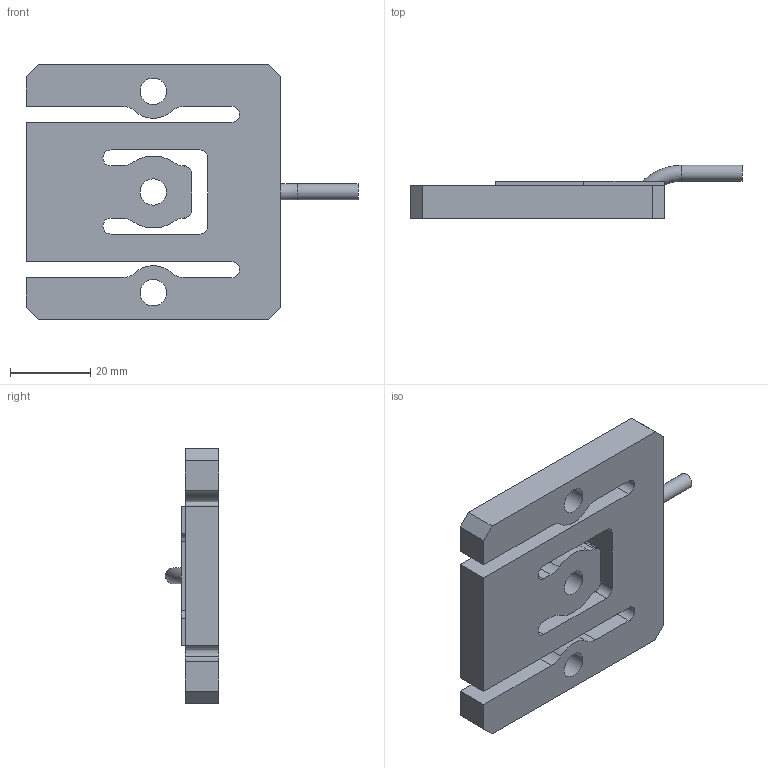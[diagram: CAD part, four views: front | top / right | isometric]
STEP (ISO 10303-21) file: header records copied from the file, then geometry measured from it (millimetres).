
FILE_DESCRIPTION(/* description */ (''),/* implementation_level */ '2;1');
FILE_NAME(/* name */ '202WH-250kg v4.step',/* time_stamp */ '2020-02-04T12:04:27-08:00',/* author */ (''),/* organization */ (''),/* preprocessor_version */ 'ST-DEVELOPER v18',/* originating_system */ 'Autodesk Translation Framework v8.12.0.6',/* authorisation */ '');
FILE_SCHEMA (('AUTOMOTIVE_DESIGN { 1 0 10303 214 3 1 1 }'));
Length unit declared in the file: millimetre
Products named in the file (1): 202WH-250kg
Bounding box: 82.8 x 13.3 x 63.5 mm (x, y, z)
Volume: 28676.9 mm3; surface area: 12528.1 mm2
Topology: 1 solids, 1 shells, 58 faces, 169 edges, 112 vertices
Faces by surface type: plane 32, cylinder 25, torus 1
Full cylindrical faces by diameter (mm): 4 x1, 6.6 x2
Entity records: 2007 total; most frequent: CARTESIAN_POINT 375, ORIENTED_EDGE 338, DIRECTION 336, EDGE_CURVE 169, LINE 114, VECTOR 114, VERTEX_POINT 112, AXIS2_PLACEMENT_3D 111
